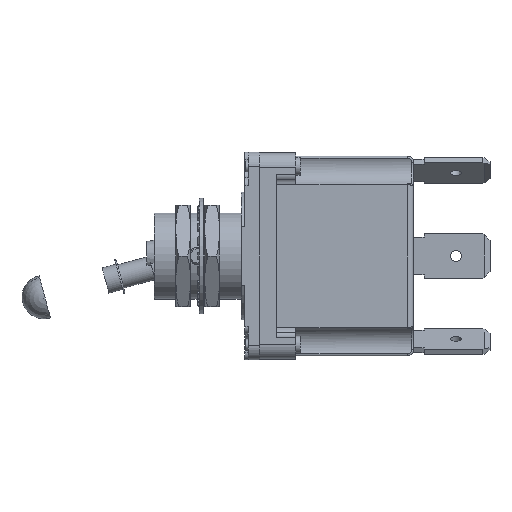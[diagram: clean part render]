
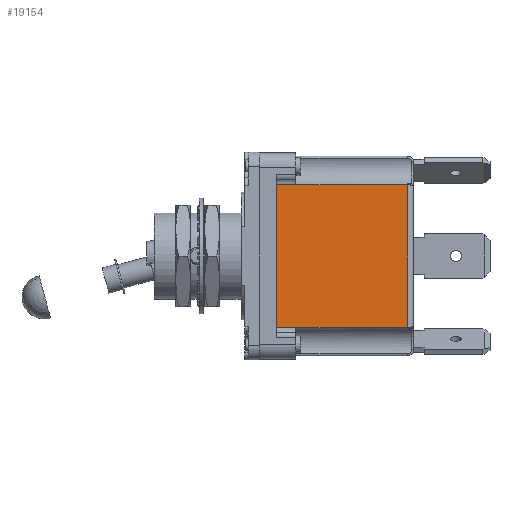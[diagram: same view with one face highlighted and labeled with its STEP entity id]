
A CAD part, left-side view. The second image highlights one B-rep face of the part: STEP entity #19154.
In plain terms, the highlighted planar face has unit normal (-1, 0, 0).
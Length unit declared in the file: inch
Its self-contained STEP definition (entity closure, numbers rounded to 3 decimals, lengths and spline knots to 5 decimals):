
#455=PLANE('',#20406);
#1792=FACE_OUTER_BOUND('',#2810,.T.);
#2810=EDGE_LOOP('',(#13659,#13660,#13661,#13662,#13663,#13664));
#4071=LINE('',#28648,#5765);
#4073=LINE('',#28651,#5767);
#4074=LINE('',#28654,#5768);
#4075=LINE('',#28658,#5769);
#4076=LINE('',#28661,#5770);
#4077=LINE('',#28663,#5771);
#5765=VECTOR('',#22785,39.37008);
#5767=VECTOR('',#22789,39.37008);
#5768=VECTOR('',#22792,39.37008);
#5769=VECTOR('',#22797,39.37008);
#5770=VECTOR('',#22802,39.37008);
#5771=VECTOR('',#22805,39.37008);
#8140=VERTEX_POINT('',#28092);
#8160=VERTEX_POINT('',#28284);
#8173=VERTEX_POINT('',#28444);
#8181=VERTEX_POINT('',#28593);
#8182=VERTEX_POINT('',#28653);
#8183=VERTEX_POINT('',#28657);
#10262=EDGE_CURVE('',#8181,#8173,#4071,.T.);
#10264=EDGE_CURVE('',#8173,#8160,#4073,.T.);
#10265=EDGE_CURVE('',#8160,#8182,#4074,.T.);
#10267=EDGE_CURVE('',#8182,#8183,#4075,.T.);
#10269=EDGE_CURVE('',#8183,#8140,#4076,.T.);
#10270=EDGE_CURVE('',#8140,#8181,#4077,.T.);
#13659=ORIENTED_EDGE('',*,*,#10269,.F.);
#13660=ORIENTED_EDGE('',*,*,#10267,.F.);
#13661=ORIENTED_EDGE('',*,*,#10265,.F.);
#13662=ORIENTED_EDGE('',*,*,#10264,.F.);
#13663=ORIENTED_EDGE('',*,*,#10262,.F.);
#13664=ORIENTED_EDGE('',*,*,#10270,.F.);
#19154=ADVANCED_FACE('',(#1792),#455,.F.);
#20406=AXIS2_PLACEMENT_3D('',#28662,#22803,#22804);
#22785=DIRECTION('',(0.,0.,-1.));
#22789=DIRECTION('',(0.,1.,0.));
#22792=DIRECTION('',(0.,1.,0.));
#22797=DIRECTION('',(0.,0.,1.));
#22802=DIRECTION('',(0.,-1.,0.));
#22803=DIRECTION('center_axis',(1.,0.,0.));
#22804=DIRECTION('ref_axis',(0.,0.,-1.));
#22805=DIRECTION('',(0.,-1.,0.));
#28092=CARTESIAN_POINT('',(-0.2815,-0.19685,0.38716));
#28284=CARTESIAN_POINT('',(-0.2815,-0.19685,-0.38716));
#28444=CARTESIAN_POINT('',(-0.2815,-0.80512,-0.38717));
#28593=CARTESIAN_POINT('',(-0.2815,-0.80512,0.38717));
#28648=CARTESIAN_POINT('',(-0.2815,-0.80512,-0.40266));
#28651=CARTESIAN_POINT('',(-0.2815,-0.80512,-0.38717));
#28653=CARTESIAN_POINT('',(-0.2815,-0.09055,-0.38715));
#28654=CARTESIAN_POINT('',(-0.2815,-0.19685,-0.38716));
#28657=CARTESIAN_POINT('',(-0.2815,-0.09055,0.38715));
#28658=CARTESIAN_POINT('',(-0.2815,-0.09055,-0.40266));
#28661=CARTESIAN_POINT('',(-0.2815,-0.09055,0.38715));
#28662=CARTESIAN_POINT('Origin',(-0.2815,-0.81941,
-0.40266));
#28663=CARTESIAN_POINT('',(-0.2815,-0.19685,0.38716));
